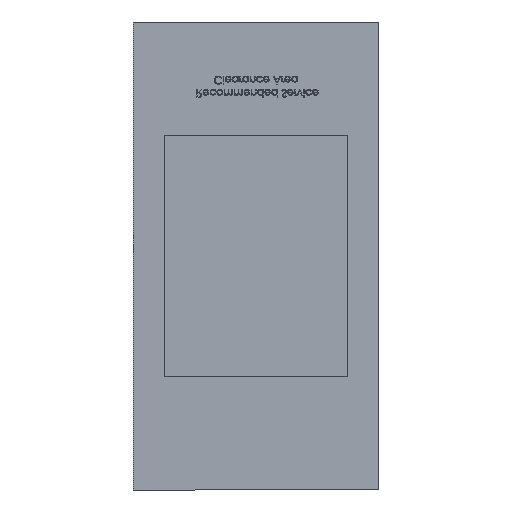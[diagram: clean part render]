
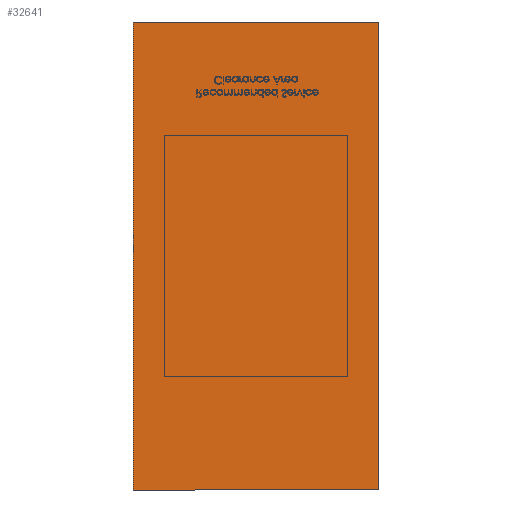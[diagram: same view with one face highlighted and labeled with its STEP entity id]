
A CAD part, front view. The second image highlights one B-rep face of the part: STEP entity #32641.
In plain terms, the highlighted planar face has unit normal (0, -1, 0).
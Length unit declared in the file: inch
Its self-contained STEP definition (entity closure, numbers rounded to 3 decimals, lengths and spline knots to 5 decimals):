
#418 = CARTESIAN_POINT ( 'NONE',  ( -23.81, -5.25, 45.405 ) ) ;
#1320 = AXIS2_PLACEMENT_3D ( 'NONE', #4911, #29307, #39786 ) ;
#2460 = VECTOR ( 'NONE', #18041, 39.37008 ) ;
#4431 = DIRECTION ( 'NONE',  ( 0., 0., -1. ) ) ;
#4883 = EDGE_CURVE ( 'NONE', #21222, #18583, #24985, .T. ) ;
#4911 = CARTESIAN_POINT ( 'NONE',  ( 0., -5.25, 0. ) ) ;
#7535 = VERTEX_POINT ( 'NONE', #8409 ) ;
#8409 = CARTESIAN_POINT ( 'NONE',  ( 23.81, -5.25, 45.405 ) ) ;
#8551 = CARTESIAN_POINT ( 'NONE',  ( -23.81, -5.25, -45.405 ) ) ;
#8755 = VECTOR ( 'NONE', #43076, 39.37008 ) ;
#9682 = DIRECTION ( 'NONE',  ( -1., 0., 0. ) ) ;
#10537 = CARTESIAN_POINT ( 'NONE',  ( 23.81, -5.25, -45.405 ) ) ;
#12674 = FACE_OUTER_BOUND ( 'NONE', #28537, .T. ) ;
#12846 = LINE ( 'NONE', #23473, #19881 ) ;
#14179 = VERTEX_POINT ( 'NONE', #418 ) ;
#18041 = DIRECTION ( 'NONE',  ( 0., 0., 1. ) ) ;
#18583 = VERTEX_POINT ( 'NONE', #40196 ) ;
#19881 = VECTOR ( 'NONE', #9682, 39.37008 ) ;
#20128 = VECTOR ( 'NONE', #4431, 39.37008 ) ;
#21222 = VERTEX_POINT ( 'NONE', #30221 ) ;
#21370 = EDGE_CURVE ( 'NONE', #14179, #21222, #30972, .T. ) ;
#22188 = PLANE ( 'NONE',  #1320 ) ;
#23473 = CARTESIAN_POINT ( 'NONE',  ( 23.81, -5.25, 45.405 ) ) ;
#24682 = ORIENTED_EDGE ( 'NONE', *, *, #21370, .T. ) ;
#24985 = LINE ( 'NONE', #35912, #8755 ) ;
#26343 = ORIENTED_EDGE ( 'NONE', *, *, #27524, .T. ) ;
#27496 = ORIENTED_EDGE ( 'NONE', *, *, #36696, .T. ) ;
#27524 = EDGE_CURVE ( 'NONE', #7535, #14179, #12846, .T. ) ;
#28537 = EDGE_LOOP ( 'NONE', ( #24682, #28571, #27496, #26343 ) ) ;
#28571 = ORIENTED_EDGE ( 'NONE', *, *, #4883, .T. ) ;
#29307 = DIRECTION ( 'NONE',  ( 0., -1., 0. ) ) ;
#30221 = CARTESIAN_POINT ( 'NONE',  ( -23.81, -5.25, -45.405 ) ) ;
#30972 = LINE ( 'NONE', #8551, #20128 ) ;
#32641 = ADVANCED_FACE ( 'NONE', ( #12674 ), #22188, .T. ) ;
#35487 = LINE ( 'NONE', #10537, #2460 ) ;
#35912 = CARTESIAN_POINT ( 'NONE',  ( 23.81, -5.25, -45.405 ) ) ;
#36696 = EDGE_CURVE ( 'NONE', #18583, #7535, #35487, .T. ) ;
#39786 = DIRECTION ( 'NONE',  ( 0., 0., -1. ) ) ;
#40196 = CARTESIAN_POINT ( 'NONE',  ( 23.81, -5.25, -45.405 ) ) ;
#43076 = DIRECTION ( 'NONE',  ( 1., 0., 0. ) ) ;
